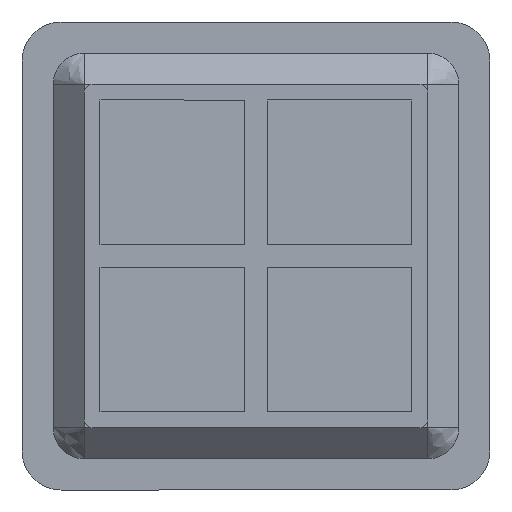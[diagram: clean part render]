
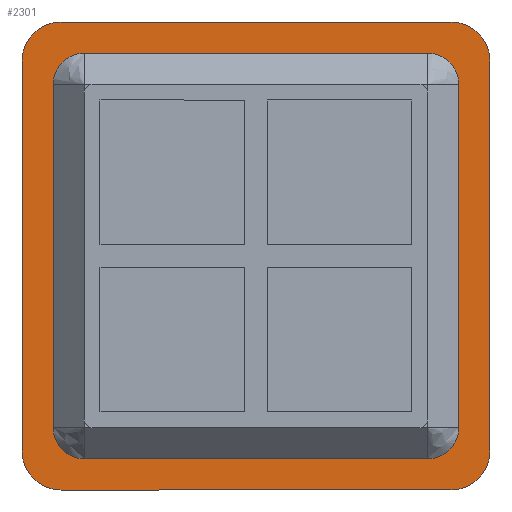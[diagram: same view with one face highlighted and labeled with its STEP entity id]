
A CAD part, front view. The second image highlights one B-rep face of the part: STEP entity #2301.
In plain terms, the highlighted planar face has unit normal (0, -1, 0).
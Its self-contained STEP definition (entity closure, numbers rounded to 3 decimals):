
#1967=CARTESIAN_POINT('',(-12.5,11.0,15.0));
#1968=VERTEX_POINT('',#1967);
#1984=CARTESIAN_POINT('',(-15.,11.0,12.5));
#1985=VERTEX_POINT('',#1984);
#1992=CARTESIAN_POINT('',(-12.5,11.0,12.5));
#1993=DIRECTION('',(0.0,1.0,0.0));
#1994=DIRECTION('',(0.0,0.0,1.0));
#1995=AXIS2_PLACEMENT_3D('',#1992,#1993,#1994);
#1996=CIRCLE('',#1995,2.5);
#1997=EDGE_CURVE('',#1985,#1968,#1996,.T.);
#2009=CARTESIAN_POINT('',(12.5,11.0,15.));
#2010=VERTEX_POINT('',#2009);
#2024=CARTESIAN_POINT('',(-12.5,11.0,15.0));
#2025=DIRECTION('',(1.0,0.0,0.0));
#2026=VECTOR('',#2025,25.);
#2027=LINE('',#2024,#2026);
#2028=EDGE_CURVE('',#1968,#2010,#2027,.T.);
#2040=CARTESIAN_POINT('',(15.,11.0,12.5));
#2041=VERTEX_POINT('',#2040);
#2056=CARTESIAN_POINT('',(12.5,11.0,12.5));
#2057=DIRECTION('',(0.0,1.0,0.0));
#2058=DIRECTION('',(0.0,0.0,1.0));
#2059=AXIS2_PLACEMENT_3D('',#2056,#2057,#2058);
#2060=CIRCLE('',#2059,2.5);
#2061=EDGE_CURVE('',#2010,#2041,#2060,.T.);
#2073=CARTESIAN_POINT('',(15.,11.0,-12.5));
#2074=VERTEX_POINT('',#2073);
#2088=CARTESIAN_POINT('',(15.,11.0,12.5));
#2089=DIRECTION('',(0.0,0.0,-1.0));
#2090=VECTOR('',#2089,25.);
#2091=LINE('',#2088,#2090);
#2092=EDGE_CURVE('',#2041,#2074,#2091,.T.);
#2104=CARTESIAN_POINT('',(12.5,11.0,-15.));
#2105=VERTEX_POINT('',#2104);
#2120=CARTESIAN_POINT('',(12.5,11.0,-12.5));
#2121=DIRECTION('',(0.0,1.0,0.0));
#2122=DIRECTION('',(0.0,0.0,1.0));
#2123=AXIS2_PLACEMENT_3D('',#2120,#2121,#2122);
#2124=CIRCLE('',#2123,2.5);
#2125=EDGE_CURVE('',#2074,#2105,#2124,.T.);
#2137=CARTESIAN_POINT('',(-12.5,11.0,-15.));
#2138=VERTEX_POINT('',#2137);
#2152=CARTESIAN_POINT('',(12.5,11.0,-15.));
#2153=DIRECTION('',(-1.0,0.0,0.0));
#2154=VECTOR('',#2153,25.);
#2155=LINE('',#2152,#2154);
#2156=EDGE_CURVE('',#2105,#2138,#2155,.T.);
#2168=CARTESIAN_POINT('',(-15.,11.0,-12.5));
#2169=VERTEX_POINT('',#2168);
#2184=CARTESIAN_POINT('',(-12.5,11.0,-12.5));
#2185=DIRECTION('',(0.0,1.0,0.0));
#2186=DIRECTION('',(0.0,0.0,1.0));
#2187=AXIS2_PLACEMENT_3D('',#2184,#2185,#2186);
#2188=CIRCLE('',#2187,2.5);
#2189=EDGE_CURVE('',#2138,#2169,#2188,.T.);
#2207=CARTESIAN_POINT('',(-15.,11.0,-12.5));
#2208=DIRECTION('',(0.0,0.0,1.0));
#2209=VECTOR('',#2208,25.);
#2210=LINE('',#2207,#2209);
#2211=EDGE_CURVE('',#2169,#1985,#2210,.T.);
#2216=CARTESIAN_POINT('',(-16.5,11.0,-16.5));
#2217=DIRECTION('',(0.0,1.0,0.0));
#2218=DIRECTION('',(0.0,0.0,1.0));
#2219=AXIS2_PLACEMENT_3D('',#2216,#2217,#2218);
#2220=PLANE('',#2219);
#2221=ORIENTED_EDGE('',*,*,#2211,.F.);
#2222=ORIENTED_EDGE('',*,*,#2189,.F.);
#2223=ORIENTED_EDGE('',*,*,#2156,.F.);
#2224=ORIENTED_EDGE('',*,*,#2125,.F.);
#2225=ORIENTED_EDGE('',*,*,#2092,.F.);
#2226=ORIENTED_EDGE('',*,*,#2061,.F.);
#2227=ORIENTED_EDGE('',*,*,#2028,.F.);
#2228=ORIENTED_EDGE('',*,*,#1997,.F.);
#2229=EDGE_LOOP('',(#2221,#2222,#2223,#2224,#2225,#2226,#2227,#2228));
#2230=FACE_OUTER_BOUND('',#2229,.T.);
#2231=CARTESIAN_POINT('',(-10.5,11.0,11.0));
#2232=VERTEX_POINT('',#2231);
#2233=CARTESIAN_POINT('',(10.5,11.0,11.));
#2234=VERTEX_POINT('',#2233);
#2235=CARTESIAN_POINT('',(-10.5,11.0,11.0));
#2236=DIRECTION('',(1.0,0.0,0.0));
#2237=VECTOR('',#2236,21.);
#2238=LINE('',#2235,#2237);
#2239=EDGE_CURVE('',#2232,#2234,#2238,.T.);
#2240=ORIENTED_EDGE('',*,*,#2239,.T.);
#2241=CARTESIAN_POINT('',(11.0,11.0,10.5));
#2242=VERTEX_POINT('',#2241);
#2243=CARTESIAN_POINT('',(10.5,11.0,10.5));
#2244=DIRECTION('',(0.0,1.0,0.0));
#2245=DIRECTION('',(0.0,0.0,-1.0));
#2246=AXIS2_PLACEMENT_3D('',#2243,#2244,#2245);
#2247=CIRCLE('',#2246,0.5);
#2248=EDGE_CURVE('',#2234,#2242,#2247,.T.);
#2249=ORIENTED_EDGE('',*,*,#2248,.T.);
#2250=CARTESIAN_POINT('',(11.0,11.0,-10.5));
#2251=VERTEX_POINT('',#2250);
#2252=CARTESIAN_POINT('',(11.0,11.0,10.5));
#2253=DIRECTION('',(0.0,0.0,-1.0));
#2254=VECTOR('',#2253,21.);
#2255=LINE('',#2252,#2254);
#2256=EDGE_CURVE('',#2242,#2251,#2255,.T.);
#2257=ORIENTED_EDGE('',*,*,#2256,.T.);
#2258=CARTESIAN_POINT('',(10.5,11.0,-11.));
#2259=VERTEX_POINT('',#2258);
#2260=CARTESIAN_POINT('',(10.5,11.0,-10.5));
#2261=DIRECTION('',(0.0,1.0,0.0));
#2262=DIRECTION('',(0.0,0.0,-1.0));
#2263=AXIS2_PLACEMENT_3D('',#2260,#2261,#2262);
#2264=CIRCLE('',#2263,0.5);
#2265=EDGE_CURVE('',#2251,#2259,#2264,.T.);
#2266=ORIENTED_EDGE('',*,*,#2265,.T.);
#2267=CARTESIAN_POINT('',(-10.5,11.0,-11.0));
#2268=VERTEX_POINT('',#2267);
#2269=CARTESIAN_POINT('',(10.5,11.0,-11.0));
#2270=DIRECTION('',(-1.0,0.0,0.0));
#2271=VECTOR('',#2270,21.);
#2272=LINE('',#2269,#2271);
#2273=EDGE_CURVE('',#2259,#2268,#2272,.T.);
#2274=ORIENTED_EDGE('',*,*,#2273,.T.);
#2275=CARTESIAN_POINT('',(-11.0,11.0,-10.5));
#2276=VERTEX_POINT('',#2275);
#2277=CARTESIAN_POINT('',(-10.5,11.0,-10.5));
#2278=DIRECTION('',(0.0,1.0,0.0));
#2279=DIRECTION('',(0.0,0.0,-1.0));
#2280=AXIS2_PLACEMENT_3D('',#2277,#2278,#2279);
#2281=CIRCLE('',#2280,0.5);
#2282=EDGE_CURVE('',#2268,#2276,#2281,.T.);
#2283=ORIENTED_EDGE('',*,*,#2282,.T.);
#2284=CARTESIAN_POINT('',(-11.0,11.0,10.5));
#2285=VERTEX_POINT('',#2284);
#2286=CARTESIAN_POINT('',(-11.0,11.0,-10.5));
#2287=DIRECTION('',(0.0,0.0,1.0));
#2288=VECTOR('',#2287,21.);
#2289=LINE('',#2286,#2288);
#2290=EDGE_CURVE('',#2276,#2285,#2289,.T.);
#2291=ORIENTED_EDGE('',*,*,#2290,.T.);
#2292=CARTESIAN_POINT('',(-10.5,11.0,10.5));
#2293=DIRECTION('',(0.0,1.0,0.0));
#2294=DIRECTION('',(0.0,0.0,-1.0));
#2295=AXIS2_PLACEMENT_3D('',#2292,#2293,#2294);
#2296=CIRCLE('',#2295,0.5);
#2297=EDGE_CURVE('',#2285,#2232,#2296,.T.);
#2298=ORIENTED_EDGE('',*,*,#2297,.T.);
#2299=EDGE_LOOP('',(#2240,#2249,#2257,#2266,#2274,#2283,#2291,#2298));
#2300=FACE_BOUND('',#2299,.T.);
#2301=ADVANCED_FACE('',(#2230,#2300),#2220,.F.);
